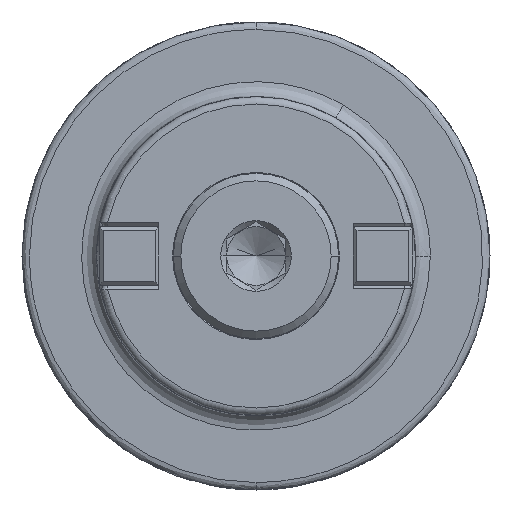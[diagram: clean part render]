
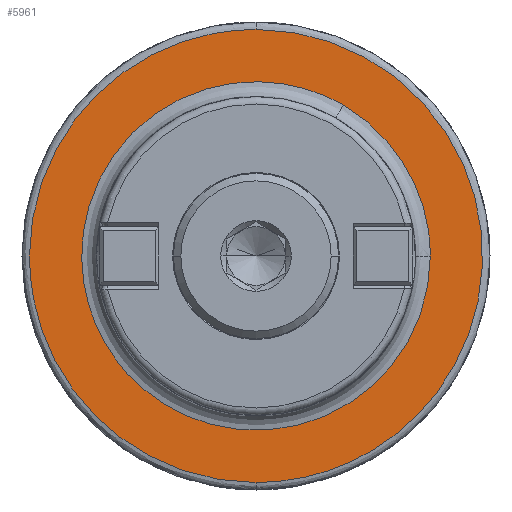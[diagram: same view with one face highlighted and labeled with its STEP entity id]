
A CAD part, front view. The second image highlights one B-rep face of the part: STEP entity #5961.
In plain terms, the highlighted planar face has unit normal (0, -1, 0).
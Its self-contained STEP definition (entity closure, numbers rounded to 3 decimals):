
#6 = CARTESIAN_POINT ( 'NONE',  ( -5.386, -27., -37.597 ) ) ;
#7 = CARTESIAN_POINT ( 'NONE',  ( 0., -27., -30.5 ) ) ;
#75 = AXIS2_PLACEMENT_3D ( 'NONE', #401, #1238, #7088 ) ;
#401 = CARTESIAN_POINT ( 'NONE',  ( -31.5, -27., 0. ) ) ;
#487 =( BOUNDED_CURVE ( )  B_SPLINE_CURVE ( 3, ( #7, #861, #6713, #1700 ),
 .UNSPECIFIED., .F., .T. ) 
 B_SPLINE_CURVE_WITH_KNOTS ( ( 4, 4 ),
 ( 0., 1. ),
 .UNSPECIFIED. ) 
 CURVE ( )  GEOMETRIC_REPRESENTATION_ITEM ( )  RATIONAL_B_SPLINE_CURVE ( ( 1., 0.805, 0.805, 1. ) ) 
 REPRESENTATION_ITEM ( '' )  );
#634 = EDGE_LOOP ( 'NONE', ( #10282, #8553, #692 ) ) ;
#638 = VERTEX_POINT ( 'NONE', #5448 ) ;
#692 = ORIENTED_EDGE ( 'NONE', *, *, #1910, .F. ) ;
#856 = CARTESIAN_POINT ( 'NONE',  ( -35.253, -27., 14.134 ) ) ;
#861 = CARTESIAN_POINT ( 'NONE',  ( -17.866, -27., -30.5 ) ) ;
#891 = CARTESIAN_POINT ( 'NONE',  ( 11.732, -27., 20.32 ) ) ;
#1238 = DIRECTION ( 'NONE',  ( 0., -1., 0. ) ) ;
#1602 = CARTESIAN_POINT ( 'NONE',  ( 0., -27., -30.5 ) ) ;
#1660 = CARTESIAN_POINT ( 'NONE',  ( 23.463, -27., -29.867 ) ) ;
#1699 = CARTESIAN_POINT ( 'NONE',  ( 11.732, -27., 20.32 ) ) ;
#1700 = CARTESIAN_POINT ( 'NONE',  ( -30.5, -27., 0. ) ) ;
#1814 = EDGE_LOOP ( 'NONE', ( #6348, #2568 ) ) ;
#1910 = EDGE_CURVE ( 'NONE', #638, #2790, #10039, .T. ) ;
#2402 = CARTESIAN_POINT ( 'NONE',  ( 0., -27., 30.5 ) ) ;
#2568 = ORIENTED_EDGE ( 'NONE', *, *, #4286, .T. ) ;
#2584 = VERTEX_POINT ( 'NONE', #4324 ) ;
#2790 = VERTEX_POINT ( 'NONE', #3662 ) ;
#2870 = PLANE ( 'NONE',  #75 ) ;
#3074 =( BOUNDED_CURVE ( )  B_SPLINE_CURVE ( 3, ( #891, #4145, #4179, #6737 ),
 .UNSPECIFIED., .F., .F. ) 
 B_SPLINE_CURVE_WITH_KNOTS ( ( 4, 4 ),
 ( 5.236, 6.283 ),
 .UNSPECIFIED. ) 
 CURVE ( )  GEOMETRIC_REPRESENTATION_ITEM ( )  RATIONAL_B_SPLINE_CURVE ( ( 1., 0.911, 0.911, 1. ) ) 
 REPRESENTATION_ITEM ( '' )  );
#3156 = CARTESIAN_POINT ( 'NONE',  ( 23.463, -27., 0. ) ) ;
#3261 = CARTESIAN_POINT ( 'NONE',  ( -30.5, -27., 0. ) ) ;
#3262 = FACE_BOUND ( 'NONE', #1814, .T. ) ;
#3662 = CARTESIAN_POINT ( 'NONE',  ( 0., -27., -30.5 ) ) ;
#3699 = EDGE_CURVE ( 'NONE', #2790, #2584, #487, .T. ) ;
#4081 = CARTESIAN_POINT ( 'NONE',  ( -17.866, -27., 30.5 ) ) ;
#4142 = EDGE_CURVE ( 'NONE', #2584, #638, #5356, .T. ) ;
#4145 = CARTESIAN_POINT ( 'NONE',  ( 19.169, -27., 16.026 ) ) ;
#4179 = CARTESIAN_POINT ( 'NONE',  ( 23.463, -27., 8.588 ) ) ;
#4286 = EDGE_CURVE ( 'NONE', #7024, #6237, #3074, .T. ) ;
#4324 = CARTESIAN_POINT ( 'NONE',  ( -30.5, -27., 0. ) ) ;
#5356 =( BOUNDED_CURVE ( )  B_SPLINE_CURVE ( 3, ( #3261, #8295, #4081, #9971 ),
 .UNSPECIFIED., .F., .T. ) 
 B_SPLINE_CURVE_WITH_KNOTS ( ( 4, 4 ),
 ( 0., 0.333 ),
 .UNSPECIFIED. ) 
 CURVE ( )  GEOMETRIC_REPRESENTATION_ITEM ( )  RATIONAL_B_SPLINE_CURVE ( ( 1., 0.805, 0.805, 1. ) ) 
 REPRESENTATION_ITEM ( '' )  );
#5448 = CARTESIAN_POINT ( 'NONE',  ( 0., -27., 30.5 ) ) ;
#5764 = CARTESIAN_POINT ( 'NONE',  ( 61., -27., 30.5 ) ) ;
#5856 = CARTESIAN_POINT ( 'NONE',  ( -20.32, -27., -11.732 ) ) ;
#5961 = ADVANCED_FACE ( 'NONE', ( #3262, #10192 ), #2870, .T. ) ;
#6237 = VERTEX_POINT ( 'NONE', #3156 ) ;
#6348 = ORIENTED_EDGE ( 'NONE', *, *, #8794, .T. ) ;
#6411 =( BOUNDED_CURVE ( )  B_SPLINE_CURVE ( 3, ( #9187, #1660, #6, #5856, #856, #6711, #1699 ),
 .UNSPECIFIED., .F., .F. ) 
 B_SPLINE_CURVE_WITH_KNOTS ( ( 4, 3, 4 ),
 ( 0., 2.618, 5.236 ),
 .UNSPECIFIED. ) 
 CURVE ( )  GEOMETRIC_REPRESENTATION_ITEM ( )  RATIONAL_B_SPLINE_CURVE ( ( 1., 0.506, 0.506, 1., 0.506, 0.506, 1. ) ) 
 REPRESENTATION_ITEM ( '' )  );
#6618 = CARTESIAN_POINT ( 'NONE',  ( 61., -27., -30.5 ) ) ;
#6711 = CARTESIAN_POINT ( 'NONE',  ( -14.134, -27., 35.253 ) ) ;
#6713 = CARTESIAN_POINT ( 'NONE',  ( -30.5, -27., -17.866 ) ) ;
#6737 = CARTESIAN_POINT ( 'NONE',  ( 23.463, -27., 0. ) ) ;
#7024 = VERTEX_POINT ( 'NONE', #9614 ) ;
#7088 = DIRECTION ( 'NONE',  ( 1., 0., 0. ) ) ;
#8295 = CARTESIAN_POINT ( 'NONE',  ( -30.5, -27., 17.866 ) ) ;
#8553 = ORIENTED_EDGE ( 'NONE', *, *, #3699, .F. ) ;
#8794 = EDGE_CURVE ( 'NONE', #6237, #7024, #6411, .T. ) ;
#9187 = CARTESIAN_POINT ( 'NONE',  ( 23.463, -27., 0. ) ) ;
#9614 = CARTESIAN_POINT ( 'NONE',  ( 11.732, -27., 20.32 ) ) ;
#9971 = CARTESIAN_POINT ( 'NONE',  ( 0., -27., 30.5 ) ) ;
#10039 =( BOUNDED_CURVE ( )  B_SPLINE_CURVE ( 3, ( #2402, #5764, #6618, #1602 ),
 .UNSPECIFIED., .F., .F. ) 
 B_SPLINE_CURVE_WITH_KNOTS ( ( 4, 4 ),
 ( 0.333, 1. ),
 .UNSPECIFIED. ) 
 CURVE ( )  GEOMETRIC_REPRESENTATION_ITEM ( )  RATIONAL_B_SPLINE_CURVE ( ( 1., 0.333, 0.333, 1. ) ) 
 REPRESENTATION_ITEM ( '' )  );
#10192 = FACE_OUTER_BOUND ( 'NONE', #634, .T. ) ;
#10282 = ORIENTED_EDGE ( 'NONE', *, *, #4142, .F. ) ;
